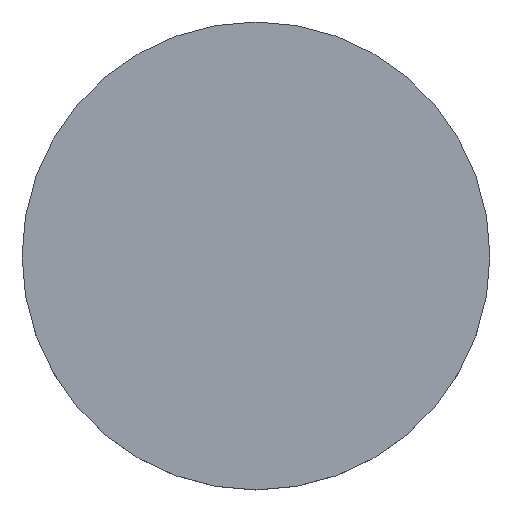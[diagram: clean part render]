
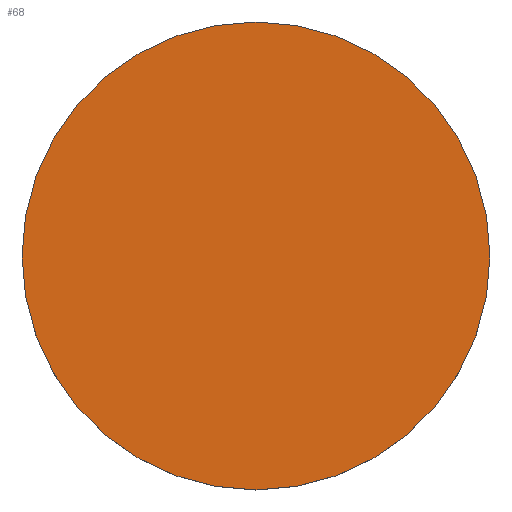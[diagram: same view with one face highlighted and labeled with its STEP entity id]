
A CAD part, top view. The second image highlights one B-rep face of the part: STEP entity #68.
In plain terms, the highlighted planar face has unit normal (0, 0, 1).
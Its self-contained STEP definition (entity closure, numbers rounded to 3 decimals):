
#4 = VERTEX_POINT ( 'NONE', #86 ) ;
#5 = CIRCLE ( 'NONE', #29, 24. ) ;
#15 = CARTESIAN_POINT ( 'NONE',  ( 0., 0., 4. ) ) ;
#23 = DIRECTION ( 'NONE',  ( 0., 0., 1. ) ) ;
#29 = AXIS2_PLACEMENT_3D ( 'NONE', #105, #23, #38 ) ;
#37 = CARTESIAN_POINT ( 'NONE',  ( -24., 0., 4. ) ) ;
#38 = DIRECTION ( 'NONE',  ( 1., 0., 0. ) ) ;
#46 = ORIENTED_EDGE ( 'NONE', *, *, #97, .T. ) ;
#47 = EDGE_LOOP ( 'NONE', ( #46, #129 ) ) ;
#61 = DIRECTION ( 'NONE',  ( 1., 0., 0. ) ) ;
#68 = ADVANCED_FACE ( 'NONE', ( #103 ), #169, .T. ) ;
#74 = VERTEX_POINT ( 'NONE', #37 ) ;
#75 = AXIS2_PLACEMENT_3D ( 'NONE', #15, #156, #61 ) ;
#86 = CARTESIAN_POINT ( 'NONE',  ( 24., 0., 4. ) ) ;
#97 = EDGE_CURVE ( 'NONE', #74, #4, #5, .T. ) ;
#103 = FACE_OUTER_BOUND ( 'NONE', #47, .T. ) ;
#105 = CARTESIAN_POINT ( 'NONE',  ( 0., 0., 4. ) ) ;
#115 = AXIS2_PLACEMENT_3D ( 'NONE', #170, #157, #134 ) ;
#129 = ORIENTED_EDGE ( 'NONE', *, *, #136, .T. ) ;
#130 = CIRCLE ( 'NONE', #75, 24. ) ;
#134 = DIRECTION ( 'NONE',  ( 1., 0., 0. ) ) ;
#136 = EDGE_CURVE ( 'NONE', #4, #74, #130, .T. ) ;
#156 = DIRECTION ( 'NONE',  ( 0., 0., 1. ) ) ;
#157 = DIRECTION ( 'NONE',  ( 0., 0., 1. ) ) ;
#169 = PLANE ( 'NONE',  #115 ) ;
#170 = CARTESIAN_POINT ( 'NONE',  ( 0., 0., 4. ) ) ;
